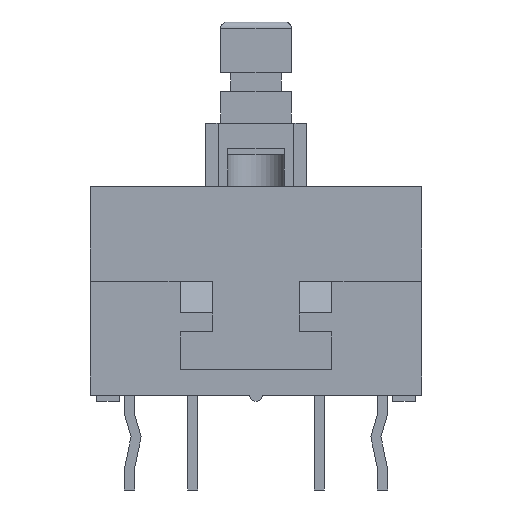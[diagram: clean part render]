
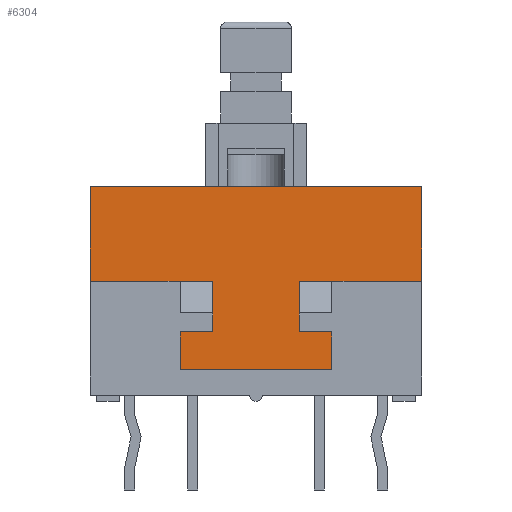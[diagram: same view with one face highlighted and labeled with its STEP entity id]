
A CAD part, front view. The second image highlights one B-rep face of the part: STEP entity #6304.
In plain terms, the highlighted planar face has unit normal (0, -1, 0).
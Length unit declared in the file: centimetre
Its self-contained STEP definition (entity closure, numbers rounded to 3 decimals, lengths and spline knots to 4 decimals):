
#169=FACE_OUTER_BOUND('',#515,.T.);
#515=EDGE_LOOP('',(#4565,#4566,#4567,#4568,#4569,#4570,#4571,#4572,#4573,
#4574,#4575,#4576,#4577,#4578,#4579,#4580));
#979=LINE('',#8925,#1868);
#1001=LINE('',#8971,#1890);
#1057=LINE('',#9089,#1946);
#1060=LINE('',#9094,#1949);
#1075=LINE('',#9123,#1964);
#1095=LINE('',#9160,#1984);
#1096=LINE('',#9162,#1985);
#1097=LINE('',#9163,#1986);
#1098=LINE('',#9164,#1987);
#1099=LINE('',#9166,#1988);
#1100=LINE('',#9168,#1989);
#1101=LINE('',#9170,#1990);
#1102=LINE('',#9172,#1991);
#1103=LINE('',#9174,#1992);
#1104=LINE('',#9176,#1993);
#1105=LINE('',#9177,#1994);
#1868=VECTOR('',#7244,1.);
#1890=VECTOR('',#7274,1.);
#1946=VECTOR('',#7372,1.);
#1949=VECTOR('',#7377,1.);
#1964=VECTOR('',#7398,1.);
#1984=VECTOR('',#7428,1.);
#1985=VECTOR('',#7431,1.);
#1986=VECTOR('',#7432,1.);
#1987=VECTOR('',#7433,1.);
#1988=VECTOR('',#7434,1.);
#1989=VECTOR('',#7435,1.);
#1990=VECTOR('',#7436,1.);
#1991=VECTOR('',#7437,1.);
#1992=VECTOR('',#7438,1.);
#1993=VECTOR('',#7439,1.);
#1994=VECTOR('',#7440,1.);
#2707=VERTEX_POINT('',#8920);
#2709=VERTEX_POINT('',#8923);
#2729=VERTEX_POINT('',#8969);
#2769=VERTEX_POINT('',#9086);
#2770=VERTEX_POINT('',#9088);
#2771=VERTEX_POINT('',#9092);
#2781=VERTEX_POINT('',#9120);
#2782=VERTEX_POINT('',#9122);
#2793=VERTEX_POINT('',#9156);
#2794=VERTEX_POINT('',#9158);
#2795=VERTEX_POINT('',#9165);
#2796=VERTEX_POINT('',#9167);
#2797=VERTEX_POINT('',#9169);
#2798=VERTEX_POINT('',#9171);
#2799=VERTEX_POINT('',#9173);
#2800=VERTEX_POINT('',#9175);
#3360=EDGE_CURVE('',#2707,#2709,#979,.T.);
#3382=EDGE_CURVE('',#2709,#2729,#1001,.T.);
#3439=EDGE_CURVE('',#2770,#2769,#1057,.T.);
#3442=EDGE_CURVE('',#2771,#2770,#1060,.T.);
#3457=EDGE_CURVE('',#2781,#2782,#1075,.T.);
#3477=EDGE_CURVE('',#2793,#2794,#1095,.T.);
#3478=EDGE_CURVE('',#2729,#2793,#1096,.T.);
#3479=EDGE_CURVE('',#2794,#2782,#1097,.T.);
#3480=EDGE_CURVE('',#2771,#2781,#1098,.T.);
#3481=EDGE_CURVE('',#2795,#2769,#1099,.T.);
#3482=EDGE_CURVE('',#2796,#2795,#1100,.T.);
#3483=EDGE_CURVE('',#2797,#2796,#1101,.T.);
#3484=EDGE_CURVE('',#2798,#2797,#1102,.T.);
#3485=EDGE_CURVE('',#2798,#2799,#1103,.T.);
#3486=EDGE_CURVE('',#2799,#2800,#1104,.T.);
#3487=EDGE_CURVE('',#2800,#2707,#1105,.T.);
#4565=ORIENTED_EDGE('',*,*,#3382,.T.);
#4566=ORIENTED_EDGE('',*,*,#3478,.T.);
#4567=ORIENTED_EDGE('',*,*,#3477,.T.);
#4568=ORIENTED_EDGE('',*,*,#3479,.T.);
#4569=ORIENTED_EDGE('',*,*,#3457,.F.);
#4570=ORIENTED_EDGE('',*,*,#3480,.F.);
#4571=ORIENTED_EDGE('',*,*,#3442,.T.);
#4572=ORIENTED_EDGE('',*,*,#3439,.T.);
#4573=ORIENTED_EDGE('',*,*,#3481,.F.);
#4574=ORIENTED_EDGE('',*,*,#3482,.F.);
#4575=ORIENTED_EDGE('',*,*,#3483,.F.);
#4576=ORIENTED_EDGE('',*,*,#3484,.F.);
#4577=ORIENTED_EDGE('',*,*,#3485,.T.);
#4578=ORIENTED_EDGE('',*,*,#3486,.T.);
#4579=ORIENTED_EDGE('',*,*,#3487,.T.);
#4580=ORIENTED_EDGE('',*,*,#3360,.T.);
#5971=PLANE('',#6665);
#6304=ADVANCED_FACE('',(#169),#5971,.T.);
#6665=AXIS2_PLACEMENT_3D('',#9161,#7429,#7430);
#7244=DIRECTION('',(0.,0.,1.));
#7274=DIRECTION('',(1.,0.,0.));
#7372=DIRECTION('',(0.,0.,-1.));
#7377=DIRECTION('',(1.,0.,0.));
#7398=DIRECTION('',(0.,0.,1.));
#7428=DIRECTION('',(0.,0.,1.));
#7429=DIRECTION('center_axis',(0.,-1.,0.));
#7430=DIRECTION('ref_axis',(0.,0.,1.));
#7431=DIRECTION('',(1.,0.,0.));
#7432=DIRECTION('',(-1.,0.,0.));
#7433=DIRECTION('',(-1.,0.,0.));
#7434=DIRECTION('',(0.,0.,1.));
#7435=DIRECTION('',(1.,0.,0.));
#7436=DIRECTION('',(0.,0.,1.));
#7437=DIRECTION('',(-1.,0.,0.));
#7438=DIRECTION('',(0.,0.,1.));
#7439=DIRECTION('',(-1.,0.,0.));
#7440=DIRECTION('',(0.,0.,1.));
#8920=CARTESIAN_POINT('',(0.17,-0.425,-0.2772));
#8923=CARTESIAN_POINT('',(0.17,-0.425,-0.1522));
#8925=CARTESIAN_POINT('',(0.17,-0.425,-0.2459));
#8969=CARTESIAN_POINT('',(0.3,-0.425,-0.1522));
#8971=CARTESIAN_POINT('',(0.4125,-0.425,-0.1522));
#9086=CARTESIAN_POINT('',(-0.17,-0.425,-0.2772));
#9088=CARTESIAN_POINT('',(-0.17,-0.425,-0.1522));
#9089=CARTESIAN_POINT('',(-0.17,-0.425,-0.1459));
#9092=CARTESIAN_POINT('',(-0.3,-0.425,-0.1522));
#9094=CARTESIAN_POINT('',(0.,-0.425,-0.1522));
#9120=CARTESIAN_POINT('',(-0.655,-0.425,-0.1522));
#9122=CARTESIAN_POINT('',(-0.655,-0.425,0.2228));
#9123=CARTESIAN_POINT('',(-0.655,-0.425,-0.1397));
#9156=CARTESIAN_POINT('',(0.655,-0.425,-0.1522));
#9158=CARTESIAN_POINT('',(0.655,-0.425,0.2228));
#9160=CARTESIAN_POINT('',(0.655,-0.425,-0.1397));
#9161=CARTESIAN_POINT('Origin',(0.655,-0.425,-0.1397));
#9162=CARTESIAN_POINT('',(-0.655,-0.425,-0.1522));
#9163=CARTESIAN_POINT('',(-0.655,-0.425,0.2228));
#9164=CARTESIAN_POINT('',(0.655,-0.425,-0.1522));
#9165=CARTESIAN_POINT('',(-0.17,-0.425,-0.3522));
#9166=CARTESIAN_POINT('',(-0.17,-0.425,-0.1522));
#9167=CARTESIAN_POINT('',(-0.3,-0.425,-0.3522));
#9168=CARTESIAN_POINT('',(-0.3,-0.425,-0.3522));
#9169=CARTESIAN_POINT('',(-0.3,-0.425,-0.5022));
#9170=CARTESIAN_POINT('',(-0.3,-0.425,-0.5022));
#9171=CARTESIAN_POINT('',(0.3,-0.425,-0.5022));
#9172=CARTESIAN_POINT('',(0.655,-0.425,-0.5022));
#9173=CARTESIAN_POINT('',(0.3,-0.425,-0.3522));
#9174=CARTESIAN_POINT('',(0.3,-0.425,-0.5022));
#9175=CARTESIAN_POINT('',(0.17,-0.425,-0.3522));
#9176=CARTESIAN_POINT('',(0.3,-0.425,-0.3522));
#9177=CARTESIAN_POINT('',(0.17,-0.425,-0.1522));
